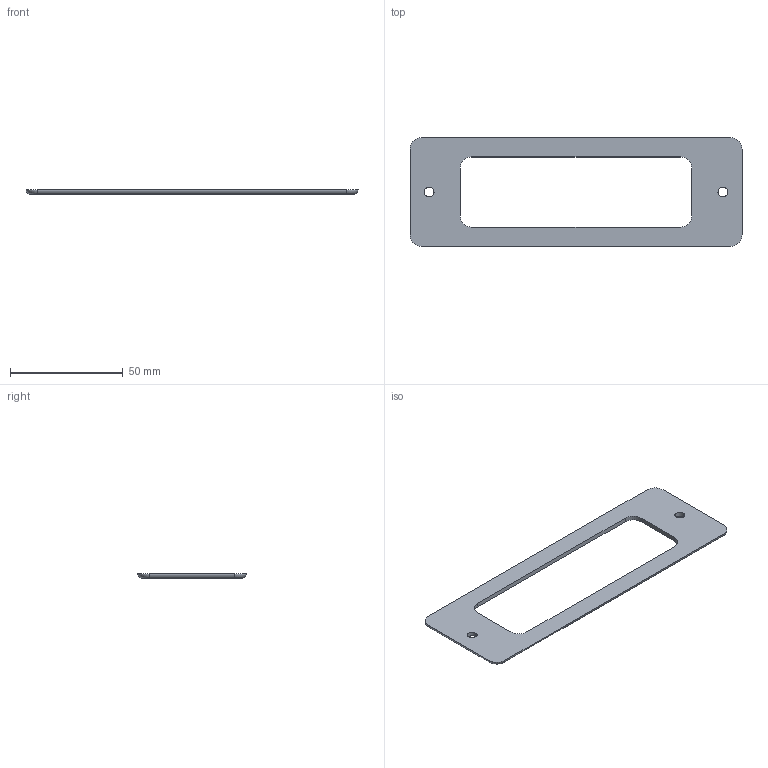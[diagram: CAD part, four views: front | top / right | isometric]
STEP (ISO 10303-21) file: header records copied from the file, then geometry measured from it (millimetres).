
FILE_DESCRIPTION((''),'2;1');
FILE_NAME('PRT0001','2012-02-16T',('dhelisch'),(''),'PRO/ENGINEER BY PARAMETRIC TECHNOLOGY CORPORATION, 2007250','PRO/ENGINEER BY PARAMETRIC TECHNOLOGY CORPORATION, 2007250','');
FILE_SCHEMA(('CONFIG_CONTROL_DESIGN'));
Length unit declared in the file: millimetre
Products named in the file (1): PRT0001
Bounding box: 147 x 48 x 2 mm (x, y, z)
Volume: 7373.9 mm3; surface area: 8703.4 mm2
Topology: 1 solids, 1 shells, 22 faces, 60 edges, 40 vertices
Faces by surface type: cylinder 12, plane 6, torus 4
Entity records: 1029 total; most frequent: DIRECTION 136, CARTESIAN_POINT 122, ORIENTED_EDGE 120, COLOUR_RGB 67, PRESENTATION_STYLE_ASSIGNMENT 61, STYLED_ITEM 61, CURVE_STYLE 60, EDGE_CURVE 60
